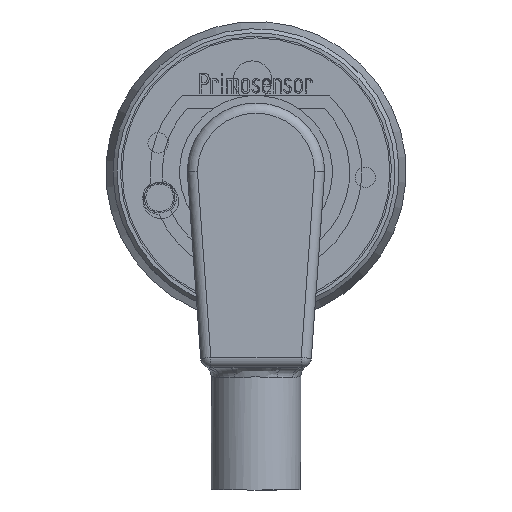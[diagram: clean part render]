
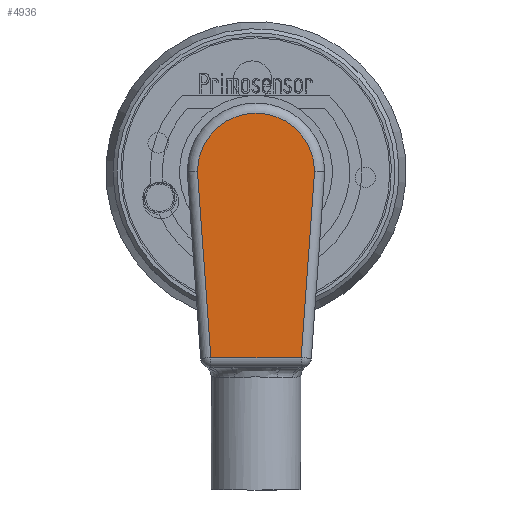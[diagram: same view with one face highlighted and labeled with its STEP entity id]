
A CAD part, front view. The second image highlights one B-rep face of the part: STEP entity #4936.
In plain terms, the highlighted planar face has unit normal (0, -1, 0).
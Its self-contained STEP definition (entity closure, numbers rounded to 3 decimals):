
#674=LINE('',#10720,#1010);
#675=LINE('',#10723,#1011);
#676=LINE('',#10727,#1012);
#1010=VECTOR('',#8180,1000.);
#1011=VECTOR('',#8181,1000.);
#1012=VECTOR('',#8184,1000.);
#2119=ORIENTED_EDGE('',*,*,#2824,.T.);
#2120=ORIENTED_EDGE('',*,*,#2825,.T.);
#2121=ORIENTED_EDGE('',*,*,#2826,.T.);
#2122=ORIENTED_EDGE('',*,*,#2827,.T.);
#2824=EDGE_CURVE('',#3309,#3310,#674,.T.);
#2825=EDGE_CURVE('',#3310,#3311,#675,.T.);
#2826=EDGE_CURVE('',#3311,#3312,#3502,.T.);
#2827=EDGE_CURVE('',#3312,#3309,#676,.T.);
#3309=VERTEX_POINT('',#10721);
#3310=VERTEX_POINT('',#10722);
#3311=VERTEX_POINT('',#10724);
#3312=VERTEX_POINT('',#10726);
#3502=CIRCLE('',#6915,5.75);
#3976=EDGE_LOOP('',(#2119,#2120,#2121,#2122));
#4455=FACE_BOUND('',#3976,.T.);
#4647=PLANE('',#6914);
#4936=ADVANCED_FACE('',(#4455),#4647,.T.);
#6914=AXIS2_PLACEMENT_3D('',#10719,#8178,#8179);
#6915=AXIS2_PLACEMENT_3D('',#10725,#8182,#8183);
#8178=DIRECTION('',(0.,-1.,0.));
#8179=DIRECTION('',(0.,0.,-1.));
#8180=DIRECTION('',(0.,0.,-1.));
#8181=DIRECTION('',(0.997,0.,-0.072));
#8182=DIRECTION('',(0.,-1.,0.));
#8183=DIRECTION('',(0.,0.,-1.));
#8184=DIRECTION('',(-0.997,0.,-0.072));
#10719=CARTESIAN_POINT('',(0.,0.,0.));
#10720=CARTESIAN_POINT('',(-18.25,0.,0.));
#10721=CARTESIAN_POINT('',(-18.25,0.,4.433));
#10722=CARTESIAN_POINT('',(-18.25,0.,-4.433));
#10723=CARTESIAN_POINT('',(-0.412,0.,-5.718));
#10724=CARTESIAN_POINT('',(0.035,0.,-5.75));
#10725=CARTESIAN_POINT('',(0.,0.,0.));
#10726=CARTESIAN_POINT('',(0.035,0.,5.75));
#10727=CARTESIAN_POINT('',(-0.412,0.,5.718));
